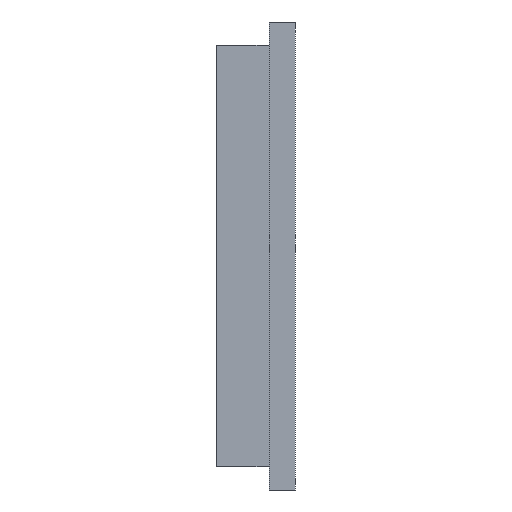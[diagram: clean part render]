
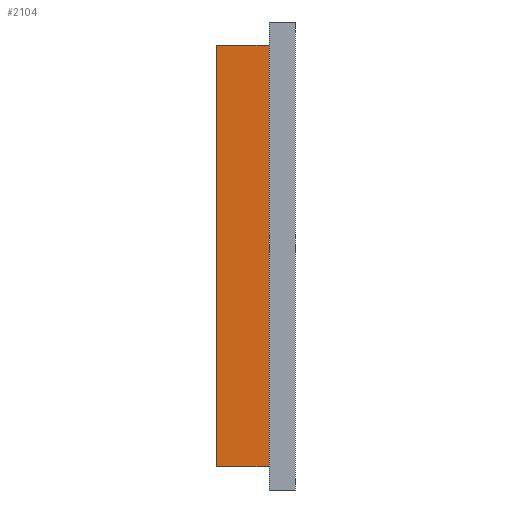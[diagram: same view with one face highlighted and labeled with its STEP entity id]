
A CAD part, left-side view. The second image highlights one B-rep face of the part: STEP entity #2104.
In plain terms, the highlighted planar face has unit normal (-1, 0, 0).
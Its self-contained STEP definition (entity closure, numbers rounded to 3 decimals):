
#48 = CARTESIAN_POINT ( 'NONE',  ( 0.89, 2.5, -16.89 ) ) ;
#138 = DIRECTION ( 'NONE',  ( 0., 0., 1. ) ) ;
#225 = CARTESIAN_POINT ( 'NONE',  ( 0.89, 2.5, -16.89 ) ) ;
#243 = LINE ( 'NONE', #1184, #1278 ) ;
#308 = DIRECTION ( 'NONE',  ( 0., -1., 0. ) ) ;
#386 = EDGE_CURVE ( 'NONE', #1235, #1357, #392, .T. ) ;
#392 = LINE ( 'NONE', #48, #2159 ) ;
#466 = DIRECTION ( 'NONE',  ( 0., -1., 0. ) ) ;
#534 = LINE ( 'NONE', #795, #1752 ) ;
#562 = CARTESIAN_POINT ( 'NONE',  ( 0.89, 0.5, -16.89 ) ) ;
#621 = AXIS2_PLACEMENT_3D ( 'NONE', #1170, #1317, #1530 ) ;
#722 = EDGE_LOOP ( 'NONE', ( #1301, #2012, #2163, #1032 ) ) ;
#795 = CARTESIAN_POINT ( 'NONE',  ( 0.89, 2.5, -16.89 ) ) ;
#924 = FACE_OUTER_BOUND ( 'NONE', #722, .T. ) ;
#955 = CARTESIAN_POINT ( 'NONE',  ( 0.89, 0.5, -0.89 ) ) ;
#1032 = ORIENTED_EDGE ( 'NONE', *, *, #1068, .T. ) ;
#1037 = VERTEX_POINT ( 'NONE', #955 ) ;
#1068 = EDGE_CURVE ( 'NONE', #1235, #1232, #534, .T. ) ;
#1078 = DIRECTION ( 'NONE',  ( 0., 0., 1. ) ) ;
#1138 = EDGE_CURVE ( 'NONE', #1357, #1037, #1911, .T. ) ;
#1170 = CARTESIAN_POINT ( 'NONE',  ( 0.89, 2.5, -16.89 ) ) ;
#1184 = CARTESIAN_POINT ( 'NONE',  ( 0.89, 0.5, -16.89 ) ) ;
#1232 = VERTEX_POINT ( 'NONE', #562 ) ;
#1235 = VERTEX_POINT ( 'NONE', #225 ) ;
#1278 = VECTOR ( 'NONE', #138, 1000. ) ;
#1300 = CARTESIAN_POINT ( 'NONE',  ( 0.89, 2.5, -0.89 ) ) ;
#1301 = ORIENTED_EDGE ( 'NONE', *, *, #2149, .T. ) ;
#1317 = DIRECTION ( 'NONE',  ( 1., 0., 0. ) ) ;
#1351 = CARTESIAN_POINT ( 'NONE',  ( 0.89, 2.5, -0.89 ) ) ;
#1357 = VERTEX_POINT ( 'NONE', #1300 ) ;
#1513 = PLANE ( 'NONE',  #621 ) ;
#1530 = DIRECTION ( 'NONE',  ( 0., 0., -1. ) ) ;
#1724 = VECTOR ( 'NONE', #308, 1000. ) ;
#1752 = VECTOR ( 'NONE', #466, 1000. ) ;
#1911 = LINE ( 'NONE', #1351, #1724 ) ;
#2012 = ORIENTED_EDGE ( 'NONE', *, *, #1138, .F. ) ;
#2104 = ADVANCED_FACE ( 'NONE', ( #924 ), #1513, .F. ) ;
#2149 = EDGE_CURVE ( 'NONE', #1232, #1037, #243, .T. ) ;
#2159 = VECTOR ( 'NONE', #1078, 1000. ) ;
#2163 = ORIENTED_EDGE ( 'NONE', *, *, #386, .F. ) ;
